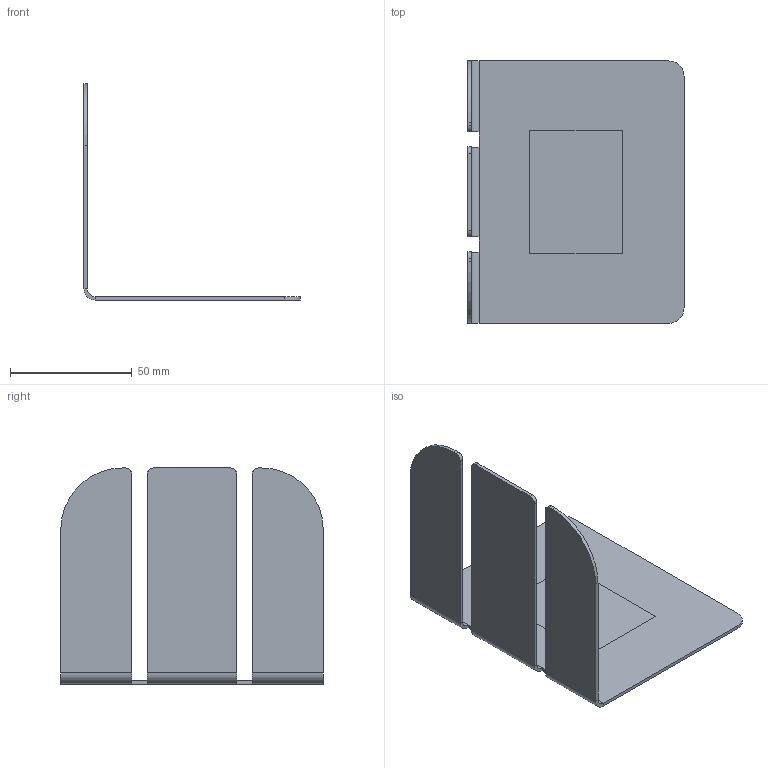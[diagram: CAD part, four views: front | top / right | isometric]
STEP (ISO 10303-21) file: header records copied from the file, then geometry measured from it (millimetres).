
FILE_DESCRIPTION (( 'STEP AP214' ), '1' );
FILE_NAME ('Line Separator ParaGear.STEP', '2023-05-17T11:15:18', ( '' ), ( '' ), 'SwSTEP 2.0', 'SolidWorks 2023', '' );
FILE_SCHEMA (( 'AUTOMOTIVE_DESIGN' ));
Length unit declared in the file: inch
Products named in the file (1): Line Separator ParaGear
Bounding box: 88.9 x 107.95 x 88.9 mm (x, y, z)
Volume: 24766.8 mm3; surface area: 36097.5 mm2
Topology: 1 solids, 1 shells, 43 faces, 100 edges, 60 vertices
Faces by surface type: plane 29, cylinder 14
Entity records: 1229 total; most frequent: DIRECTION 216, CARTESIAN_POINT 204, ORIENTED_EDGE 200, EDGE_CURVE 100, VECTOR 72, LINE 72, AXIS2_PLACEMENT_3D 72, VERTEX_POINT 60
